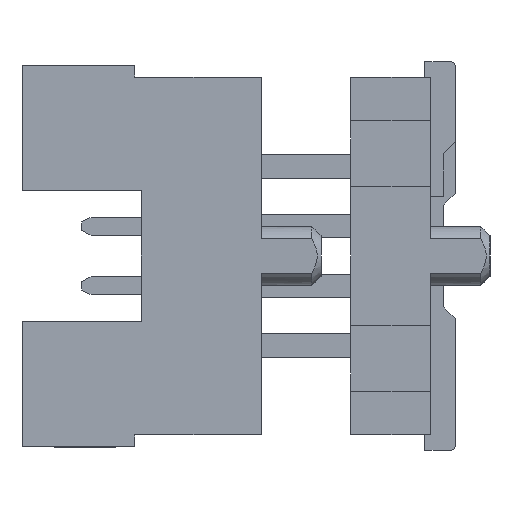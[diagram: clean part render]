
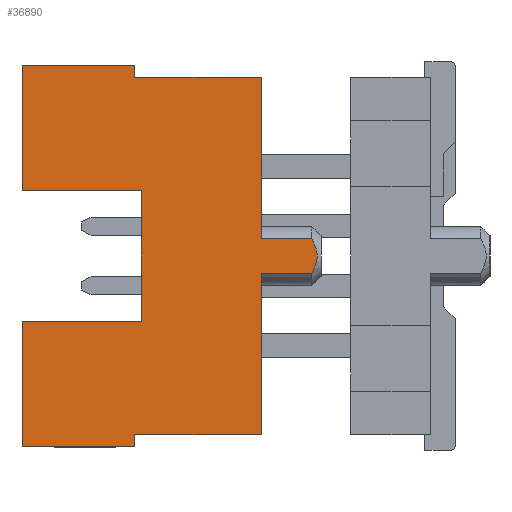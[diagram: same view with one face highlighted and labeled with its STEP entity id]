
A CAD part, left-side view. The second image highlights one B-rep face of the part: STEP entity #36890.
In plain terms, the highlighted planar face has unit normal (-1, 0, 0).
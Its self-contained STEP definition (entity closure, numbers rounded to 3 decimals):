
#199=DIRECTION('',(0.,-1.,0.));
#200=VECTOR('',#199,2.7);
#201=CARTESIAN_POINT('',(-10.795,2.7,-3.81));
#202=LINE('',#201,#200);
#323=DIRECTION('',(0.,1.,0.));
#324=VECTOR('',#323,2.7);
#325=CARTESIAN_POINT('',(-10.795,0.,3.81));
#326=LINE('',#325,#324);
#335=DIRECTION('',(0.,0.,1.));
#336=VECTOR('',#335,0.255);
#337=CARTESIAN_POINT('',(-10.795,2.7,3.81));
#338=LINE('',#337,#336);
#351=DIRECTION('',(0.,-1.,0.));
#352=VECTOR('',#351,2.4);
#353=CARTESIAN_POINT('',(-10.795,5.1,4.065));
#354=LINE('',#353,#352);
#371=DIRECTION('',(0.,0.,1.));
#372=VECTOR('',#371,3.44);
#373=CARTESIAN_POINT('',(-10.795,0.,-3.81));
#374=LINE('',#373,#372);
#375=DIRECTION('',(0.,0.,-1.));
#376=VECTOR('',#375,2.67);
#377=CARTESIAN_POINT('',(-10.795,5.1,-1.395));
#378=LINE('',#377,#376);
#379=DIRECTION('',(0.,-1.,0.));
#380=VECTOR('',#379,2.54);
#381=CARTESIAN_POINT('',(-10.795,5.1,1.395));
#382=LINE('',#381,#380);
#383=DIRECTION('',(0.,0.,-1.));
#384=VECTOR('',#383,2.67);
#385=CARTESIAN_POINT('',(-10.795,5.1,4.065));
#386=LINE('',#385,#384);
#387=DIRECTION('',(0.,0.,1.));
#388=VECTOR('',#387,3.44);
#389=CARTESIAN_POINT('',(-10.795,0.,0.37));
#390=LINE('',#389,#388);
#409=DIRECTION('',(0.,1.,0.));
#410=VECTOR('',#409,1.07);
#411=CARTESIAN_POINT('',(-10.795,-1.07,
0.37));
#412=LINE('',#411,#410);
#413=DIRECTION('',(0.,-1.,0.));
#414=VECTOR('',#413,1.07);
#415=CARTESIAN_POINT('',(-10.795,0.,-0.37));
#416=LINE('',#415,#414);
#429=CARTESIAN_POINT('',(-10.795,-1.07,
-0.37));
#430=CARTESIAN_POINT('',(-10.795,-1.083,
-0.347));
#431=CARTESIAN_POINT('',(-10.795,-1.108,
-0.303));
#432=CARTESIAN_POINT('',(-10.795,-1.136,
-0.242));
#433=CARTESIAN_POINT('',(-10.795,-1.158,
-0.185));
#434=CARTESIAN_POINT('',(-10.795,-1.174,
-0.131));
#435=CARTESIAN_POINT('',(-10.795,-1.185,
-0.078));
#436=CARTESIAN_POINT('',(-10.795,-1.19,
-0.026));
#437=CARTESIAN_POINT('',(-10.795,-1.19,
0.026));
#438=CARTESIAN_POINT('',(-10.795,-1.185,
0.078));
#439=CARTESIAN_POINT('',(-10.795,-1.174,
0.131));
#440=CARTESIAN_POINT('',(-10.795,-1.158,
0.185));
#441=CARTESIAN_POINT('',(-10.795,-1.136,
0.242));
#442=CARTESIAN_POINT('',(-10.795,-1.108,
0.303));
#443=CARTESIAN_POINT('',(-10.795,-1.083,
0.347));
#444=CARTESIAN_POINT('',(-10.795,-1.07,
0.37));
#479=DIRECTION('',(0.,0.,1.));
#480=VECTOR('',#479,0.255);
#481=CARTESIAN_POINT('',(-10.795,2.7,-4.065));
#482=LINE('',#481,#480);
#491=DIRECTION('',(0.,1.,0.));
#492=VECTOR('',#491,2.4);
#493=CARTESIAN_POINT('',(-10.795,2.7,-4.065));
#494=LINE('',#493,#492);
#791=DIRECTION('',(0.,1.,0.));
#792=VECTOR('',#791,2.54);
#793=CARTESIAN_POINT('',(-10.795,2.56,-1.395));
#794=LINE('',#793,#792);
#819=DIRECTION('',(0.,0.,-1.));
#820=VECTOR('',#819,2.79);
#821=CARTESIAN_POINT('',(-10.795,2.56,1.395));
#822=LINE('',#821,#820);
#32596=CARTESIAN_POINT('',(-10.795,0.,3.81));
#32597=VERTEX_POINT('',#32596);
#32598=CARTESIAN_POINT('',(-10.795,0.,0.37));
#32599=VERTEX_POINT('',#32598);
#32600=CARTESIAN_POINT('',(-10.795,0.,-0.37));
#32601=VERTEX_POINT('',#32600);
#32602=CARTESIAN_POINT('',(-10.795,0.,-3.81));
#32603=VERTEX_POINT('',#32602);
#33126=CARTESIAN_POINT('',(-10.795,5.1,4.065));
#33127=VERTEX_POINT('',#33126);
#33128=CARTESIAN_POINT('',(-10.795,5.1,1.395));
#33129=VERTEX_POINT('',#33128);
#33132=CARTESIAN_POINT('',(-10.795,5.1,-1.395));
#33133=VERTEX_POINT('',#33132);
#33134=CARTESIAN_POINT('',(-10.795,5.1,-4.065));
#33135=VERTEX_POINT('',#33134);
#33148=CARTESIAN_POINT('',(-10.795,2.56,1.395));
#33149=VERTEX_POINT('',#33148);
#33150=CARTESIAN_POINT('',(-10.795,-1.07,
0.37));
#33151=VERTEX_POINT('',#33150);
#33152=VERTEX_POINT('',#429);
#33153=CARTESIAN_POINT('',(-10.795,2.7,-3.81));
#33154=VERTEX_POINT('',#33153);
#33155=CARTESIAN_POINT('',(-10.795,2.7,-4.065));
#33156=VERTEX_POINT('',#33155);
#33157=CARTESIAN_POINT('',(-10.795,2.56,-1.395));
#33158=VERTEX_POINT('',#33157);
#33159=CARTESIAN_POINT('',(-10.795,2.7,4.065));
#33160=VERTEX_POINT('',#33159);
#33161=CARTESIAN_POINT('',(-10.795,2.7,3.81));
#33162=VERTEX_POINT('',#33161);
#36859=CARTESIAN_POINT('',(-10.795,1.954,0.));
#36860=DIRECTION('',(1.,0.,0.));
#36861=DIRECTION('',(0.,0.,1.));
#36862=AXIS2_PLACEMENT_3D('',#36859,#36860,#36861);
#36863=PLANE('',#36862);
#36865=ORIENTED_EDGE('',*,*,#36864,.F.);
#36867=ORIENTED_EDGE('',*,*,#36866,.F.);
#36869=ORIENTED_EDGE('',*,*,#36868,.F.);
#36870=ORIENTED_EDGE('',*,*,#36082,.F.);
#36871=ORIENTED_EDGE('',*,*,#36655,.F.);
#36873=ORIENTED_EDGE('',*,*,#36872,.F.);
#36875=ORIENTED_EDGE('',*,*,#36874,.T.);
#36877=ORIENTED_EDGE('',*,*,#36876,.F.);
#36879=ORIENTED_EDGE('',*,*,#36878,.F.);
#36881=ORIENTED_EDGE('',*,*,#36880,.F.);
#36882=ORIENTED_EDGE('',*,*,#36850,.F.);
#36883=ORIENTED_EDGE('',*,*,#36821,.F.);
#36884=ORIENTED_EDGE('',*,*,#36801,.T.);
#36885=ORIENTED_EDGE('',*,*,#36787,.F.);
#36886=ORIENTED_EDGE('',*,*,#36773,.F.);
#36887=ORIENTED_EDGE('',*,*,#36086,.F.);
#36888=EDGE_LOOP('',(#36865,#36867,#36869,#36870,#36871,#36873,#36875,#36877,
#36879,#36881,#36882,#36883,#36884,#36885,#36886,#36887));
#36889=FACE_OUTER_BOUND('',#36888,.F.);
#36890=ADVANCED_FACE('',(#36889),#36863,.F.);
#445=B_SPLINE_CURVE_WITH_KNOTS('',3,(#429,#430,#431,#432,#433,#434,#435,#436,
#437,#438,#439,#440,#441,#442,#443,#444),.UNSPECIFIED.,.F.,.F.,(4,1,1,1,1,1,1,1,
1,1,1,1,1,4),(0.,0.077,0.154,0.231,
0.308,0.385,0.462,0.538,
0.615,0.692,0.769,0.846,
0.923,1.),.UNSPECIFIED.);
#36082=EDGE_CURVE('',#32603,#32601,#374,.T.);
#36086=EDGE_CURVE('',#32599,#32597,#390,.T.);
#36655=EDGE_CURVE('',#33154,#32603,#202,.T.);
#36773=EDGE_CURVE('',#32597,#33162,#326,.T.);
#36787=EDGE_CURVE('',#33162,#33160,#338,.T.);
#36801=EDGE_CURVE('',#33127,#33160,#354,.T.);
#36821=EDGE_CURVE('',#33127,#33129,#386,.T.);
#36850=EDGE_CURVE('',#33129,#33149,#382,.T.);
#36864=EDGE_CURVE('',#33151,#32599,#412,.T.);
#36866=EDGE_CURVE('',#33152,#33151,#445,.T.);
#36868=EDGE_CURVE('',#32601,#33152,#416,.T.);
#36872=EDGE_CURVE('',#33156,#33154,#482,.T.);
#36874=EDGE_CURVE('',#33156,#33135,#494,.T.);
#36876=EDGE_CURVE('',#33133,#33135,#378,.T.);
#36878=EDGE_CURVE('',#33158,#33133,#794,.T.);
#36880=EDGE_CURVE('',#33149,#33158,#822,.T.);
